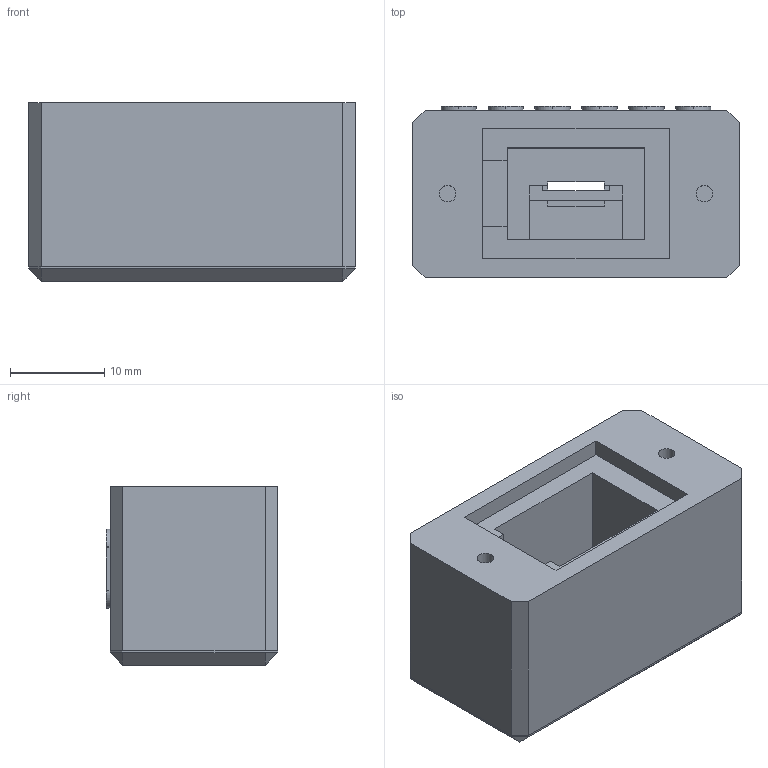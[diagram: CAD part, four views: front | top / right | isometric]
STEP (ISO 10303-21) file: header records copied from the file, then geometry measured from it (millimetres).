
FILE_DESCRIPTION(('FreeCAD Model'),'2;1');
FILE_NAME('Open CASCADE Shape Model','2024-11-05T13:00:18',('Author'),( ''),'Open CASCADE STEP processor 7.6','FreeCAD','Unknown');
FILE_SCHEMA(('AUTOMOTIVE_DESIGN { 1 0 10303 214 1 1 1 1 }'));
Length unit declared in the file: millimetre
Products named in the file (1): LogoPad
Bounding box: 34.62 x 18.15 x 18.9 mm (x, y, z)
Volume: 8762.6 mm3; surface area: 4299.4 mm2
Topology: 1 solids, 1 shells, 138 faces, 340 edges, 218 vertices
Faces by surface type: plane 75, extrusion 61, cylinder 2
Full cylindrical faces by diameter (mm): 1.75 x2
Entity records: 4504 total; most frequent: CARTESIAN_POINT 1459, ORIENTED_EDGE 680, DIRECTION 439, EDGE_CURVE 340, VECTOR 275, VERTEX_POINT 218, LINE 214, B_SPLINE_CURVE_WITH_KNOTS 183
